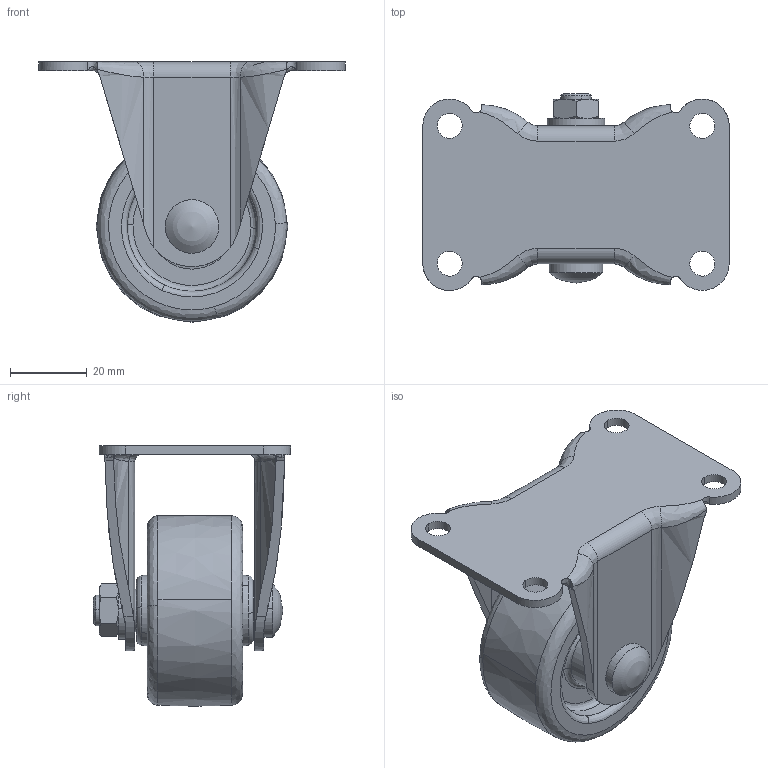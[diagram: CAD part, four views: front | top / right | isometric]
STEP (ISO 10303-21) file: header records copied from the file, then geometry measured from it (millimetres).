
FILE_DESCRIPTION((''),'2;1');
FILE_NAME('','2005-12-16T14:15:49',(''),(''),'','CADfix','');
FILE_SCHEMA(('AUTOMOTIVE_DESIGN'));
Length unit declared in the file: millimetre
Products named in the file (4): wheel; body; axle; No_604JH_P_14887_36
Assembly tree (3 placements, depth 2):
  No_604JH_P_14887_36
    wheel
    body
    axle
Bounding box: 80 x 51.5 x 68 mm (x, y, z)
Volume: 59366.4 mm3; surface area: 26363.5 mm2
Topology: 3 solids, 3 shells, 175 faces, 540 edges, 381 vertices
Faces by surface type: bspline 175
Entity records: 8308 total; most frequent: CARTESIAN_POINT 5360, ORIENTED_EDGE 1080, EDGE_CURVE 540, VERTEX_POINT 381, EDGE_LOOP 199, FACE_OUTER_BOUND 175, ADVANCED_FACE 175, QUASI_UNIFORM_CURVE 119
